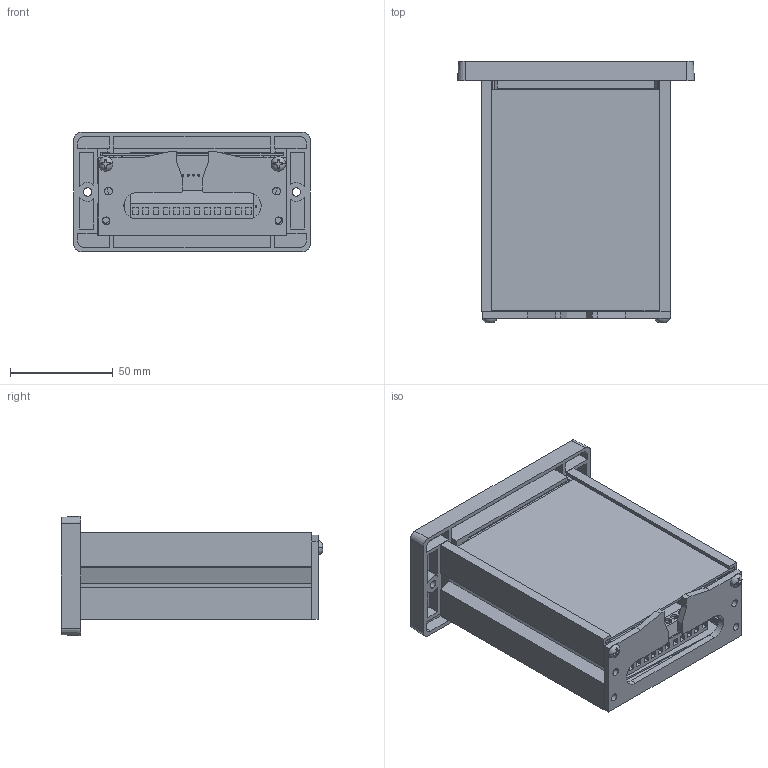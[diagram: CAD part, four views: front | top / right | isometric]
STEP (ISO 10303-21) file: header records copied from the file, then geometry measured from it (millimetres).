
FILE_DESCRIPTION (( 'STEP AP214' ), '1' );
FILE_NAME ('GSD8-240-5C-D.STEP', '2019-05-01T14:24:25', ( '' ), ( '' ), 'SwSTEP 2.0', 'SolidWorks 2017', '' );
FILE_SCHEMA (( 'AUTOMOTIVE_DESIGN' ));
Length unit declared in the file: inch
Products named in the file (1): GSD8-240-5C-D
Bounding box: 115.29 x 127.48 x 58.14 mm (x, y, z)
Volume: 148353.9 mm3; surface area: 141280.4 mm2
Topology: 15 solids, 15 shells, 1227 faces, 3115 edges, 2048 vertices
Faces by surface type: plane 759, cylinder 447, cone 13, torus 8
Entity records: 38364 total; most frequent: CARTESIAN_POINT 6622, DIRECTION 6463, ORIENTED_EDGE 6230, EDGE_CURVE 3115, AXIS2_PLACEMENT_3D 2174, LINE 2115, VECTOR 2115, VERTEX_POINT 2048
